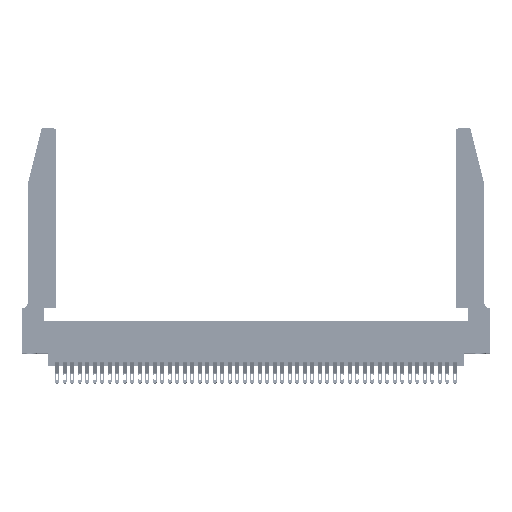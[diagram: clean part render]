
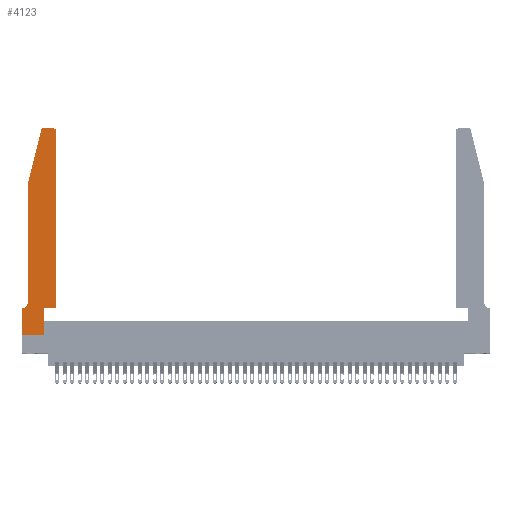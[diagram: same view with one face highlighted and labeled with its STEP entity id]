
A CAD part, top view. The second image highlights one B-rep face of the part: STEP entity #4123.
In plain terms, the highlighted planar face has unit normal (0, 0, 1).
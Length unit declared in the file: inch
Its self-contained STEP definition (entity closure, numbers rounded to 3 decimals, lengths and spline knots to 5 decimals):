
#1363 = AXIS2_PLACEMENT_3D ( 'NONE', #23230, #40838, #9231 ) ;
#1671 = VECTOR ( 'NONE', #4879, 39.37008 ) ;
#1685 = EDGE_CURVE ( 'NONE', #12574, #25476, #28933, .T. ) ;
#1777 = CARTESIAN_POINT ( 'NONE',  ( 0., 0.35, 0.37 ) ) ;
#1787 = VECTOR ( 'NONE', #30109, 39.37008 ) ;
#1808 = LINE ( 'NONE', #28109, #44613 ) ;
#2492 = ORIENTED_EDGE ( 'NONE', *, *, #32316, .T. ) ;
#2550 = CARTESIAN_POINT ( 'NONE',  ( 0., 0.35, 0.37 ) ) ;
#4123 = ADVANCED_FACE ( 'NONE', ( #7526 ), #11884, .T. ) ;
#4476 = EDGE_CURVE ( 'NONE', #18670, #41579, #39192, .T. ) ;
#4879 = DIRECTION ( 'NONE',  ( 1., 0., 0. ) ) ;
#5717 = CARTESIAN_POINT ( 'NONE',  ( 0.2865, 0.35, 0.37 ) ) ;
#5928 = CARTESIAN_POINT ( 'NONE',  ( 0.4205, 2.75, 0.37 ) ) ;
#6354 = EDGE_CURVE ( 'NONE', #14043, #7858, #1808, .T. ) ;
#6432 = CARTESIAN_POINT ( 'NONE',  ( 0.4505, 2.72, 0.37 ) ) ;
#6594 = VERTEX_POINT ( 'NONE', #5717 ) ;
#6735 = LINE ( 'NONE', #24285, #39000 ) ;
#6790 = EDGE_CURVE ( 'NONE', #38874, #14043, #7309, .T. ) ;
#7296 = CARTESIAN_POINT ( 'NONE',  ( 0.2865, 0., 0.37 ) ) ;
#7309 = LINE ( 'NONE', #31035, #23956 ) ;
#7526 = FACE_OUTER_BOUND ( 'NONE', #8967, .T. ) ;
#7783 = DIRECTION ( 'NONE',  ( 1., 0., 0. ) ) ;
#7858 = VERTEX_POINT ( 'NONE', #32015 ) ;
#8967 = EDGE_LOOP ( 'NONE', ( #42834, #17504, #42078, #22010, #38109, #29883, #13813, #26552, #35904, #22796, #2492, #26410 ) ) ;
#9231 = DIRECTION ( 'NONE',  ( 1., 0., 0. ) ) ;
#10653 = DIRECTION ( 'NONE',  ( 0., 1., 0. ) ) ;
#10974 = CARTESIAN_POINT ( 'NONE',  ( 0.0755, 2., 0.37 ) ) ;
#11884 = PLANE ( 'NONE',  #35535 ) ;
#12574 = VERTEX_POINT ( 'NONE', #17692 ) ;
#13193 = CARTESIAN_POINT ( 'NONE',  ( 0.4505, 0.35, 0.37 ) ) ;
#13813 = ORIENTED_EDGE ( 'NONE', *, *, #22412, .T. ) ;
#14024 = AXIS2_PLACEMENT_3D ( 'NONE', #40788, #30363, #42001 ) ;
#14043 = VERTEX_POINT ( 'NONE', #10974 ) ;
#14150 = DIRECTION ( 'NONE',  ( 0., -1., 0. ) ) ;
#15054 = VECTOR ( 'NONE', #10653, 39.37008 ) ;
#17504 = ORIENTED_EDGE ( 'NONE', *, *, #32276, .T. ) ;
#17692 = CARTESIAN_POINT ( 'NONE',  ( 0., 0., 0.37 ) ) ;
#18023 = EDGE_CURVE ( 'NONE', #7858, #18670, #28396, .T. ) ;
#18670 = VERTEX_POINT ( 'NONE', #45029 ) ;
#18744 = LINE ( 'NONE', #13193, #28206 ) ;
#19319 = DIRECTION ( 'NONE',  ( 1., 0., 0. ) ) ;
#20131 = CIRCLE ( 'NONE', #1363, 0.03 ) ;
#20314 = DIRECTION ( 'NONE',  ( 0., 1., 0. ) ) ;
#21806 = VERTEX_POINT ( 'NONE', #30447 ) ;
#22010 = ORIENTED_EDGE ( 'NONE', *, *, #6354, .T. ) ;
#22349 = EDGE_CURVE ( 'NONE', #29187, #27914, #20131, .T. ) ;
#22382 = LINE ( 'NONE', #30410, #1787 ) ;
#22412 = EDGE_CURVE ( 'NONE', #41579, #12574, #22382, .T. ) ;
#22796 = ORIENTED_EDGE ( 'NONE', *, *, #23636, .T. ) ;
#23230 = CARTESIAN_POINT ( 'NONE',  ( 0.4205, 2.72, 0.37 ) ) ;
#23636 = EDGE_CURVE ( 'NONE', #6594, #27230, #31197, .T. ) ;
#23745 = DIRECTION ( 'NONE',  ( 0., 0., 1. ) ) ;
#23956 = VECTOR ( 'NONE', #24313, 39.37008 ) ;
#24285 = CARTESIAN_POINT ( 'NONE',  ( 0.2605, 2.75, 0.37 ) ) ;
#24313 = DIRECTION ( 'NONE',  ( -0.239, -0.971, 0. ) ) ;
#25476 = VERTEX_POINT ( 'NONE', #7296 ) ;
#25796 = VECTOR ( 'NONE', #37930, 39.37008 ) ;
#26410 = ORIENTED_EDGE ( 'NONE', *, *, #22349, .T. ) ;
#26552 = ORIENTED_EDGE ( 'NONE', *, *, #1685, .T. ) ;
#26907 = AXIS2_PLACEMENT_3D ( 'NONE', #45026, #23745, #45484 ) ;
#27230 = VERTEX_POINT ( 'NONE', #27558 ) ;
#27558 = CARTESIAN_POINT ( 'NONE',  ( 0.4505, 0.35, 0.37 ) ) ;
#27914 = VERTEX_POINT ( 'NONE', #5928 ) ;
#28109 = CARTESIAN_POINT ( 'NONE',  ( 0.0755, 2., 0.37 ) ) ;
#28206 = VECTOR ( 'NONE', #20314, 39.37008 ) ;
#28372 = CARTESIAN_POINT ( 'NONE',  ( 0.2865, 0.35, 0.37 ) ) ;
#28396 = CIRCLE ( 'NONE', #14024, 0.07 ) ;
#28933 = LINE ( 'NONE', #40490, #1671 ) ;
#29115 = EDGE_CURVE ( 'NONE', #27914, #21806, #6735, .T. ) ;
#29187 = VERTEX_POINT ( 'NONE', #6432 ) ;
#29883 = ORIENTED_EDGE ( 'NONE', *, *, #4476, .T. ) ;
#30109 = DIRECTION ( 'NONE',  ( 0., -1., 0. ) ) ;
#30363 = DIRECTION ( 'NONE',  ( 0., 0., -1. ) ) ;
#30410 = CARTESIAN_POINT ( 'NONE',  ( 0., 0., 0.37 ) ) ;
#30447 = CARTESIAN_POINT ( 'NONE',  ( 0.284, 2.75, 0.37 ) ) ;
#31035 = CARTESIAN_POINT ( 'NONE',  ( 0.0755, 2., 0.37 ) ) ;
#31197 = LINE ( 'NONE', #39664, #39547 ) ;
#31747 = LINE ( 'NONE', #28372, #15054 ) ;
#32015 = CARTESIAN_POINT ( 'NONE',  ( 0.0755, 0.42, 0.37 ) ) ;
#32276 = EDGE_CURVE ( 'NONE', #21806, #38874, #40459, .T. ) ;
#32316 = EDGE_CURVE ( 'NONE', #27230, #29187, #18744, .T. ) ;
#34830 = EDGE_CURVE ( 'NONE', #25476, #6594, #31747, .T. ) ;
#35535 = AXIS2_PLACEMENT_3D ( 'NONE', #1777, #36793, #19319 ) ;
#35904 = ORIENTED_EDGE ( 'NONE', *, *, #34830, .T. ) ;
#36793 = DIRECTION ( 'NONE',  ( 0., 0., 1. ) ) ;
#37930 = DIRECTION ( 'NONE',  ( -1., 0., 0. ) ) ;
#38109 = ORIENTED_EDGE ( 'NONE', *, *, #18023, .T. ) ;
#38243 = CARTESIAN_POINT ( 'NONE',  ( 0.0755, 0.35, 0.37 ) ) ;
#38874 = VERTEX_POINT ( 'NONE', #39278 ) ;
#39000 = VECTOR ( 'NONE', #41732, 39.37008 ) ;
#39192 = LINE ( 'NONE', #38243, #25796 ) ;
#39278 = CARTESIAN_POINT ( 'NONE',  ( 0.25487, 2.72718, 0.37 ) ) ;
#39547 = VECTOR ( 'NONE', #7783, 39.37008 ) ;
#39664 = CARTESIAN_POINT ( 'NONE',  ( 0.4505, 0.35, 0.37 ) ) ;
#40459 = CIRCLE ( 'NONE', #26907, 0.03 ) ;
#40490 = CARTESIAN_POINT ( 'NONE',  ( 0., 0., 0.37 ) ) ;
#40788 = CARTESIAN_POINT ( 'NONE',  ( 0.0055, 0.42, 0.37 ) ) ;
#40838 = DIRECTION ( 'NONE',  ( 0., 0., 1. ) ) ;
#41579 = VERTEX_POINT ( 'NONE', #2550 ) ;
#41732 = DIRECTION ( 'NONE',  ( -1., 0., 0. ) ) ;
#42001 = DIRECTION ( 'NONE',  ( -1., 0., 0. ) ) ;
#42078 = ORIENTED_EDGE ( 'NONE', *, *, #6790, .T. ) ;
#42834 = ORIENTED_EDGE ( 'NONE', *, *, #29115, .T. ) ;
#44613 = VECTOR ( 'NONE', #14150, 39.37008 ) ;
#45026 = CARTESIAN_POINT ( 'NONE',  ( 0.284, 2.72, 0.37 ) ) ;
#45029 = CARTESIAN_POINT ( 'NONE',  ( 0.0055, 0.35, 0.37 ) ) ;
#45484 = DIRECTION ( 'NONE',  ( 1., 0., 0. ) ) ;
